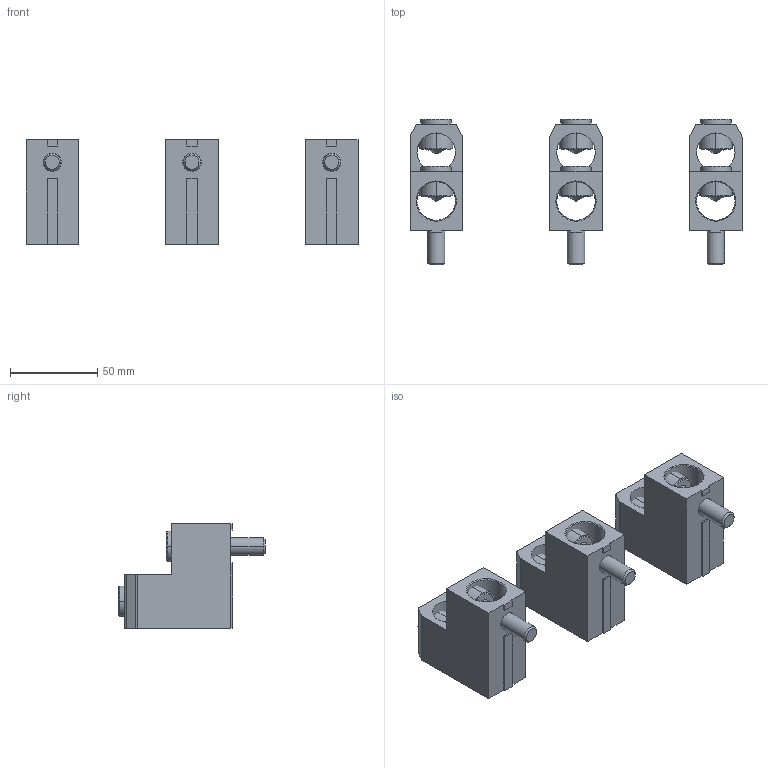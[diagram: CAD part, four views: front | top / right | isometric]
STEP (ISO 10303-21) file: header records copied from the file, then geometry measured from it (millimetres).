
FILE_DESCRIPTION(/* description */ (''),/* implementation_level */ '2;1');
FILE_NAME(/* name */ 'FILE_STP_CAD_DRAWING_3D_P5X504_prt.stp',/* time_stamp */ '2025-08-29T08:52:20+02:00',/* author */ (''),/* organization */ (''),/* preprocessor_version */ 'ST-DEVELOPER v20',/* originating_system */ 'SIEMENS PLM Software NX2406.8500',/* authorisation */ '');
FILE_SCHEMA (('AUTOMOTIVE_DESIGN { 1 0 10303 214 3 1 1 1 }'));
Length unit declared in the file: millimetre
Products named in the file (1): 3D_P5X504
Bounding box: 190 x 83.56 x 60 mm (x, y, z)
Surface area: 69050.9 mm2 (no closed solid volume)
Topology: 0 solids, 18 shells, 375 faces, 996 edges, 631 vertices
Faces by surface type: plane 183, cylinder 90, cone 90, sphere 12
Entity records: 12537 total; most frequent: CARTESIAN_POINT 3123, DIRECTION 1927, ORIENTED_EDGE 1830, EDGE_CURVE 984, AXIS2_PLACEMENT_3D 674, VERTEX_POINT 633, LINE 579, VECTOR 579
